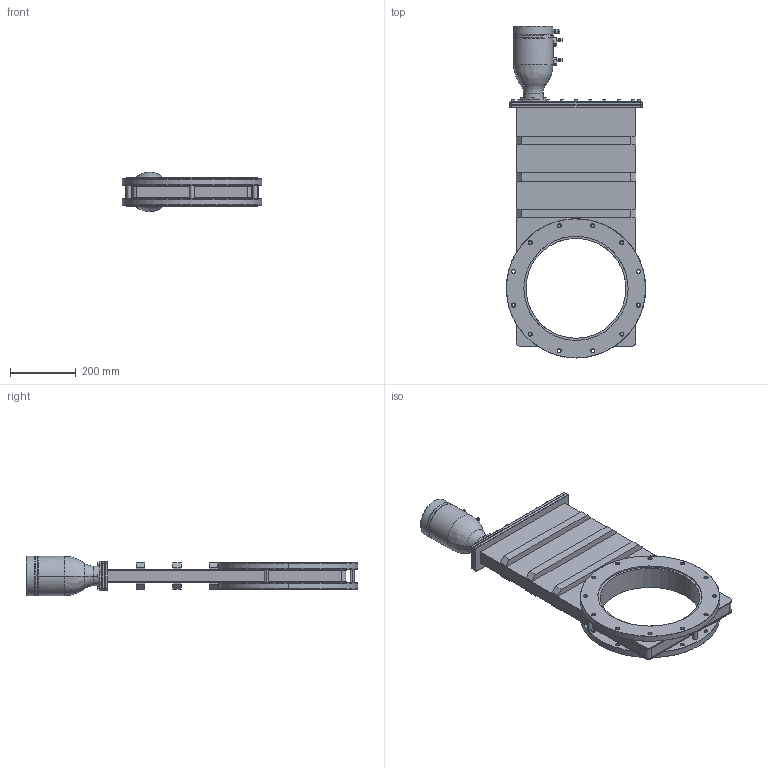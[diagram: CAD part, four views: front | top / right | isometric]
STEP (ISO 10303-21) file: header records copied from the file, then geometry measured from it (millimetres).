
FILE_DESCRIPTION (( 'STEP AP214' ), '1' );
FILE_NAME ('P1013144.STEP', '2023-05-22T22:23:06', ( '' ), ( '' ), 'SwSTEP 2.0', 'SolidWorks 2021', '' );
FILE_SCHEMA (( 'AUTOMOTIVE_DESIGN' ));
Length unit declared in the file: inch
Products named in the file (1): P1013144
Bounding box: 424.94 x 1012.72 x 120.24 mm (x, y, z)
Surface area: 941901.8 mm2 (no closed solid volume)
Topology: 0 solids, 25 shells, 769 faces, 1819 edges, 1151 vertices
Faces by surface type: plane 363, cylinder 218, cone 170, torus 15, bspline 3
Entity records: 34591 total; most frequent: CARTESIAN_POINT 20562, ORIENTED_EDGE 3542, EDGE_CURVE 1819, B_SPLINE_CURVE_WITH_KNOTS 1813, DIRECTION 1534, VERTEX_POINT 1151, EDGE_LOOP 900, ADVANCED_FACE 769
